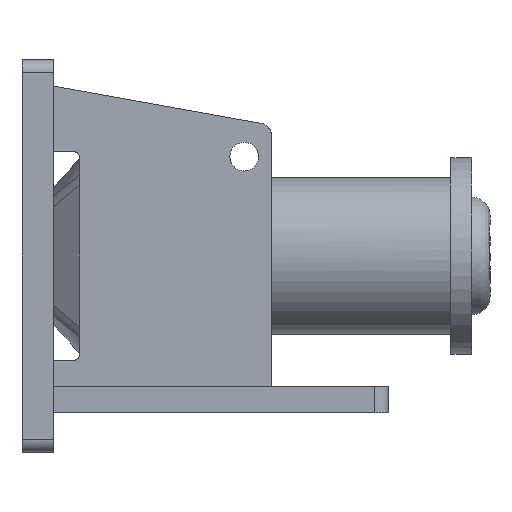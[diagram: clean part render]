
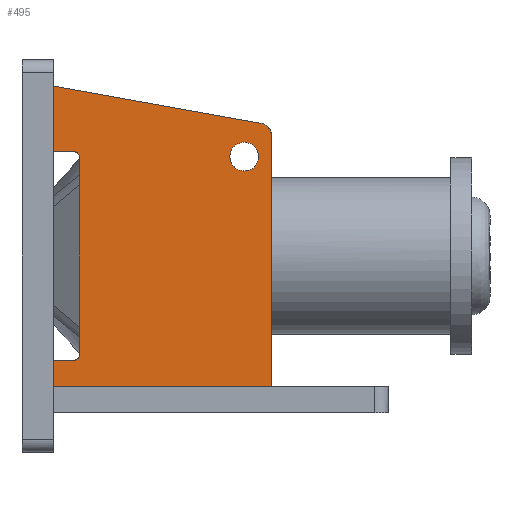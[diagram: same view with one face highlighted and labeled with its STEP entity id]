
A CAD part, left-side view. The second image highlights one B-rep face of the part: STEP entity #495.
In plain terms, the highlighted free-form (B-spline) face has degree [1, 1] with [2, 2] control points.
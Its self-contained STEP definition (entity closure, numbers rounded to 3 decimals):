
#70 = VERTEX_POINT('',#71);
#71 = CARTESIAN_POINT('',(-35.604,-3.461,
    96.921));
#89 = VERTEX_POINT('',#90);
#90 = CARTESIAN_POINT('',(-35.604,-14.34,
    96.921));
#95 = EDGE_CURVE('',#70,#89,#96,.T.);
#96 = ( BOUNDED_CURVE() B_SPLINE_CURVE(2,(#97,#98,#99,#100,#101),
.UNSPECIFIED.,.F.,.F.) B_SPLINE_CURVE_WITH_KNOTS((3,2,3),(3.142,
4.712,6.283),.PIECEWISE_BEZIER_KNOTS.) CURVE() 
GEOMETRIC_REPRESENTATION_ITEM() RATIONAL_B_SPLINE_CURVE((1.,
0.707,1.,0.707,1.)) REPRESENTATION_ITEM('') );
#97 = CARTESIAN_POINT('',(-35.604,-3.461,
    96.921));
#98 = CARTESIAN_POINT('',(-35.604,-3.461,
    91.482));
#99 = CARTESIAN_POINT('',(-35.604,-8.901,91.482
    ));
#100 = CARTESIAN_POINT('',(-35.604,-14.34,
    91.482));
#101 = CARTESIAN_POINT('',(-35.604,-14.34,
    96.921));
#208 = VERTEX_POINT('',#209);
#209 = CARTESIAN_POINT('',(-35.604,63.295,
    98.899));
#214 = EDGE_CURVE('',#215,#208,#217,.T.);
#215 = VERTEX_POINT('',#216);
#216 = CARTESIAN_POINT('',(-35.604,63.295,
    123.624));
#217 = B_SPLINE_CURVE_WITH_KNOTS('',1,(#218,#219),.UNSPECIFIED.,.F.,.F.,
  (2,2),(-0.,25.),.PIECEWISE_BEZIER_KNOTS.);
#218 = CARTESIAN_POINT('',(-35.604,63.295,
    123.624));
#219 = CARTESIAN_POINT('',(-35.604,63.295,
    98.899));
#322 = VERTEX_POINT('',#323);
#323 = CARTESIAN_POINT('',(-35.604,63.295,
    9.89));
#328 = EDGE_CURVE('',#329,#322,#331,.T.);
#329 = VERTEX_POINT('',#330);
#330 = CARTESIAN_POINT('',(-35.604,63.295,
    19.78));
#331 = B_SPLINE_CURVE_WITH_KNOTS('',1,(#332,#333),.UNSPECIFIED.,.F.,.F.,
  (2,2),(105.,115.),.PIECEWISE_BEZIER_KNOTS.);
#332 = CARTESIAN_POINT('',(-35.604,63.295,
    19.78));
#333 = CARTESIAN_POINT('',(-35.604,63.295,
    9.89));
#495 = ADVANCED_FACE('',(#496,#507),#573,.T.);
#496 = FACE_BOUND('',#497,.T.);
#497 = EDGE_LOOP('',(#498,#499));
#498 = ORIENTED_EDGE('',*,*,#95,.F.);
#499 = ORIENTED_EDGE('',*,*,#500,.F.);
#500 = EDGE_CURVE('',#89,#70,#501,.T.);
#501 = ( BOUNDED_CURVE() B_SPLINE_CURVE(2,(#502,#503,#504,#505,#506),
.UNSPECIFIED.,.F.,.F.) B_SPLINE_CURVE_WITH_KNOTS((3,2,3),(0.,
1.571,3.142),.PIECEWISE_BEZIER_KNOTS.) CURVE() 
GEOMETRIC_REPRESENTATION_ITEM() RATIONAL_B_SPLINE_CURVE((1.,
0.707,1.,0.707,1.)) REPRESENTATION_ITEM('') );
#502 = CARTESIAN_POINT('',(-35.604,-14.34,
    96.921));
#503 = CARTESIAN_POINT('',(-35.604,-14.34,
    102.36));
#504 = CARTESIAN_POINT('',(-35.604,-8.901,
    102.36));
#505 = CARTESIAN_POINT('',(-35.604,-3.461,
    102.36));
#506 = CARTESIAN_POINT('',(-35.604,-3.461,
    96.921));
#507 = FACE_BOUND('',#508,.T.);
#508 = EDGE_LOOP('',(#509,#518,#526,#531,#532,#539,#547,#554,#562,#567,
    #568));
#509 = ORIENTED_EDGE('',*,*,#510,.F.);
#510 = EDGE_CURVE('',#511,#513,#515,.T.);
#511 = VERTEX_POINT('',#512);
#512 = CARTESIAN_POINT('',(-35.604,-19.285,
    104.653));
#513 = VERTEX_POINT('',#514);
#514 = CARTESIAN_POINT('',(-35.604,-19.285,9.89
    ));
#515 = B_SPLINE_CURVE_WITH_KNOTS('',1,(#516,#517),.UNSPECIFIED.,.F.,.F.,
  (2,2),(19.182,115.),.PIECEWISE_BEZIER_KNOTS.);
#516 = CARTESIAN_POINT('',(-35.604,-19.285,
    104.653));
#517 = CARTESIAN_POINT('',(-35.604,-19.285,9.89
    ));
#518 = ORIENTED_EDGE('',*,*,#519,.T.);
#519 = EDGE_CURVE('',#511,#520,#522,.T.);
#520 = VERTEX_POINT('',#521);
#521 = CARTESIAN_POINT('',(-35.604,-15.215,
    109.52));
#522 = ( BOUNDED_CURVE() B_SPLINE_CURVE(2,(#523,#524,#525),
.UNSPECIFIED.,.F.,.F.) B_SPLINE_CURVE_WITH_KNOTS((3,3),(0.,
1.393),.PIECEWISE_BEZIER_KNOTS.) CURVE() 
GEOMETRIC_REPRESENTATION_ITEM() RATIONAL_B_SPLINE_CURVE((1.,
0.767,1.)) REPRESENTATION_ITEM('') );
#523 = CARTESIAN_POINT('',(-35.604,-19.285,
    104.653));
#524 = CARTESIAN_POINT('',(-35.604,-19.285,
    108.789));
#525 = CARTESIAN_POINT('',(-35.604,-15.215,
    109.52));
#526 = ORIENTED_EDGE('',*,*,#527,.T.);
#527 = EDGE_CURVE('',#520,#215,#528,.T.);
#528 = B_SPLINE_CURVE_WITH_KNOTS('',1,(#529,#530),.UNSPECIFIED.,.F.,.F.,
  (2,2),(-80.655,0.),.PIECEWISE_BEZIER_KNOTS.);
#529 = CARTESIAN_POINT('',(-35.604,-15.215,
    109.52));
#530 = CARTESIAN_POINT('',(-35.604,63.295,
    123.624));
#531 = ORIENTED_EDGE('',*,*,#214,.T.);
#532 = ORIENTED_EDGE('',*,*,#533,.T.);
#533 = EDGE_CURVE('',#208,#534,#536,.T.);
#534 = VERTEX_POINT('',#535);
#535 = CARTESIAN_POINT('',(-35.604,55.878,
    98.899));
#536 = B_SPLINE_CURVE_WITH_KNOTS('',1,(#537,#538),.UNSPECIFIED.,.F.,.F.,
  (2,2),(0.,7.5),.PIECEWISE_BEZIER_KNOTS.);
#537 = CARTESIAN_POINT('',(-35.604,63.295,
    98.899));
#538 = CARTESIAN_POINT('',(-35.604,55.878,
    98.899));
#539 = ORIENTED_EDGE('',*,*,#540,.T.);
#540 = EDGE_CURVE('',#534,#541,#543,.T.);
#541 = VERTEX_POINT('',#542);
#542 = CARTESIAN_POINT('',(-35.604,53.405,
    96.427));
#543 = ( BOUNDED_CURVE() B_SPLINE_CURVE(2,(#544,#545,#546),
.UNSPECIFIED.,.F.,.F.) B_SPLINE_CURVE_WITH_KNOTS((3,3),(4.712,
6.283),.PIECEWISE_BEZIER_KNOTS.) CURVE() 
GEOMETRIC_REPRESENTATION_ITEM() RATIONAL_B_SPLINE_CURVE((1.,
0.707,1.)) REPRESENTATION_ITEM('') );
#544 = CARTESIAN_POINT('',(-35.604,55.878,
    98.899));
#545 = CARTESIAN_POINT('',(-35.604,53.405,
    98.899));
#546 = CARTESIAN_POINT('',(-35.604,53.405,
    96.427));
#547 = ORIENTED_EDGE('',*,*,#548,.T.);
#548 = EDGE_CURVE('',#541,#549,#551,.T.);
#549 = VERTEX_POINT('',#550);
#550 = CARTESIAN_POINT('',(-35.604,53.405,
    22.252));
#551 = B_SPLINE_CURVE_WITH_KNOTS('',1,(#552,#553),.UNSPECIFIED.,.F.,.F.,
  (2,2),(27.5,102.5),.PIECEWISE_BEZIER_KNOTS.);
#552 = CARTESIAN_POINT('',(-35.604,53.405,
    96.427));
#553 = CARTESIAN_POINT('',(-35.604,53.405,
    22.252));
#554 = ORIENTED_EDGE('',*,*,#555,.T.);
#555 = EDGE_CURVE('',#549,#556,#558,.T.);
#556 = VERTEX_POINT('',#557);
#557 = CARTESIAN_POINT('',(-35.604,55.878,
    19.78));
#558 = ( BOUNDED_CURVE() B_SPLINE_CURVE(2,(#559,#560,#561),
.UNSPECIFIED.,.F.,.F.) B_SPLINE_CURVE_WITH_KNOTS((3,3),(0.,
1.571),.PIECEWISE_BEZIER_KNOTS.) CURVE() 
GEOMETRIC_REPRESENTATION_ITEM() RATIONAL_B_SPLINE_CURVE((1.,
0.707,1.)) REPRESENTATION_ITEM('') );
#559 = CARTESIAN_POINT('',(-35.604,53.405,
    22.252));
#560 = CARTESIAN_POINT('',(-35.604,53.405,
    19.78));
#561 = CARTESIAN_POINT('',(-35.604,55.878,
    19.78));
#562 = ORIENTED_EDGE('',*,*,#563,.T.);
#563 = EDGE_CURVE('',#556,#329,#564,.T.);
#564 = B_SPLINE_CURVE_WITH_KNOTS('',1,(#565,#566),.UNSPECIFIED.,.F.,.F.,
  (2,2),(-7.5,0.),.PIECEWISE_BEZIER_KNOTS.);
#565 = CARTESIAN_POINT('',(-35.604,55.878,
    19.78));
#566 = CARTESIAN_POINT('',(-35.604,63.295,
    19.78));
#567 = ORIENTED_EDGE('',*,*,#328,.T.);
#568 = ORIENTED_EDGE('',*,*,#569,.F.);
#569 = EDGE_CURVE('',#513,#322,#570,.T.);
#570 = B_SPLINE_CURVE_WITH_KNOTS('',1,(#571,#572),.UNSPECIFIED.,.F.,.F.,
  (2,2),(-83.5,0.),.PIECEWISE_BEZIER_KNOTS.);
#571 = CARTESIAN_POINT('',(-35.604,-19.285,9.89
    ));
#572 = CARTESIAN_POINT('',(-35.604,63.295,
    9.89));
#573 = B_SPLINE_SURFACE_WITH_KNOTS('',1,1,(
    (#574,#575)
    ,(#576,#577
    )),.UNSPECIFIED.,.F.,.F.,.F.,(2,2),(2,2),(0.,83.5),(
    -115.,0.),.PIECEWISE_BEZIER_KNOTS.);
#574 = CARTESIAN_POINT('',(-35.604,63.295,
    9.89));
#575 = CARTESIAN_POINT('',(-35.604,63.295,
    123.624));
#576 = CARTESIAN_POINT('',(-35.604,-19.285,9.89
    ));
#577 = CARTESIAN_POINT('',(-35.604,-19.285,
    123.624));
